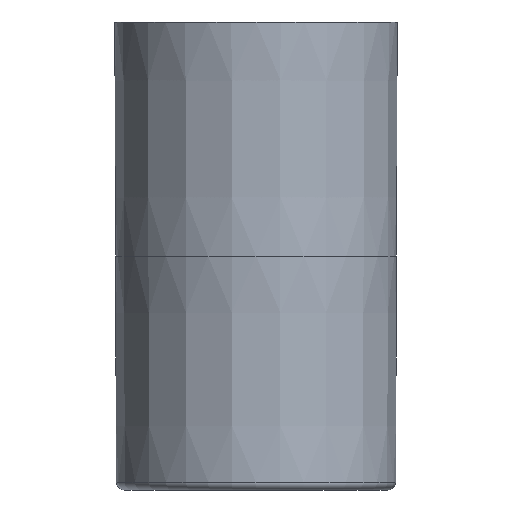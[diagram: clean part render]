
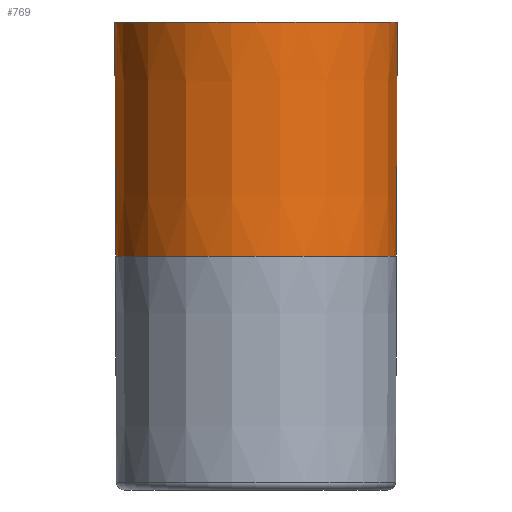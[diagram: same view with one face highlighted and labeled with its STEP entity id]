
A CAD part, left-side view. The second image highlights one B-rep face of the part: STEP entity #769.
In plain terms, the highlighted conical face has half-angle 0.191 degrees and reference radius 902.5 mm.
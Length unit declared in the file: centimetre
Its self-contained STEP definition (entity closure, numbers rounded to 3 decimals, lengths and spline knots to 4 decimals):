
#100=FACE_OUTER_BOUND('',#156,.T.);
#156=EDGE_LOOP('',(#568,#569,#570,#571));
#217=CIRCLE('',#994,90.5);
#218=CIRCLE('',#995,90.);
#287=VERTEX_POINT('',#1493);
#288=VERTEX_POINT('',#1495);
#391=EDGE_CURVE('',#287,#287,#217,.T.);
#392=EDGE_CURVE('',#287,#288,#841,.T.);
#393=EDGE_CURVE('',#288,#288,#218,.T.);
#568=ORIENTED_EDGE('',*,*,#391,.F.);
#569=ORIENTED_EDGE('',*,*,#392,.T.);
#570=ORIENTED_EDGE('',*,*,#393,.F.);
#571=ORIENTED_EDGE('',*,*,#392,.F.);
#735=CONICAL_SURFACE('',#993,90.25,0.003);
#769=ADVANCED_FACE('',(#100),#735,.T.);
#841=LINE('',#1496,#910);
#910=VECTOR('',#1190,90.25);
#993=AXIS2_PLACEMENT_3D('',#1492,#1186,#1187);
#994=AXIS2_PLACEMENT_3D('',#1494,#1188,#1189);
#995=AXIS2_PLACEMENT_3D('',#1497,#1191,#1192);
#1186=DIRECTION('center_axis',(0.,0.,1.));
#1187=DIRECTION('ref_axis',(0.,-1.,0.));
#1188=DIRECTION('center_axis',(0.,0.,1.));
#1189=DIRECTION('ref_axis',(0.,1.,0.));
#1190=DIRECTION('',(0.,-0.003,-1.));
#1191=DIRECTION('center_axis',(0.,0.,-1.));
#1192=DIRECTION('ref_axis',(0.,-1.,0.));
#1492=CARTESIAN_POINT('Origin',(0.,0.,225.));
#1493=CARTESIAN_POINT('',(0.,90.5,300.));
#1494=CARTESIAN_POINT('Origin',(0.,0.,300.));
#1495=CARTESIAN_POINT('',(0.,90.,150.));
#1496=CARTESIAN_POINT('',(0.,90.25,225.));
#1497=CARTESIAN_POINT('Origin',(0.,0.,150.));
